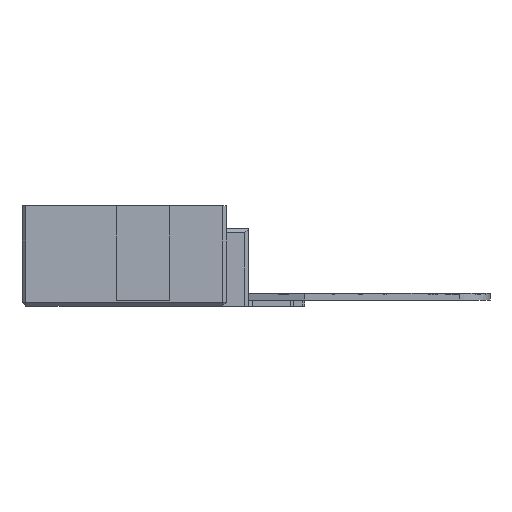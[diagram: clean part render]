
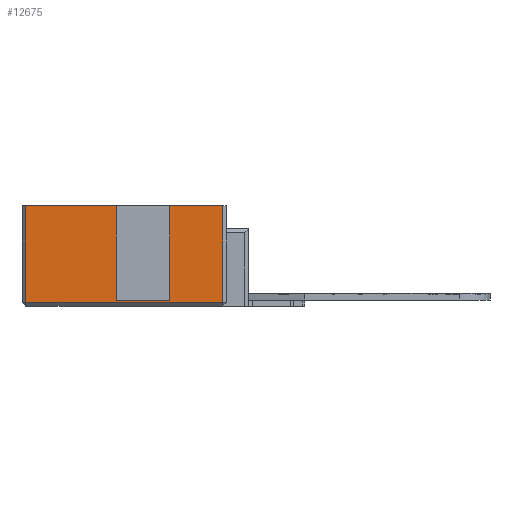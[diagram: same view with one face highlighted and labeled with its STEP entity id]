
A CAD part, left-side view. The second image highlights one B-rep face of the part: STEP entity #12675.
In plain terms, the highlighted planar face has unit normal (-1, 0, 0).
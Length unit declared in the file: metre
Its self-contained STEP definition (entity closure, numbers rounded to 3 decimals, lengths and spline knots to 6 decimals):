
#4414=ORIENTED_EDGE('',*,*,#6336,.F.);
#4415=ORIENTED_EDGE('',*,*,#6316,.T.);
#4416=ORIENTED_EDGE('',*,*,#6337,.T.);
#4417=ORIENTED_EDGE('',*,*,#6338,.T.);
#4418=ORIENTED_EDGE('',*,*,#6339,.T.);
#4419=ORIENTED_EDGE('',*,*,#6340,.T.);
#4420=ORIENTED_EDGE('',*,*,#6341,.T.);
#4421=ORIENTED_EDGE('',*,*,#6342,.T.);
#6316=EDGE_CURVE('',#7579,#7578,#8794,.T.);
#6336=EDGE_CURVE('',#7579,#7597,#8814,.T.);
#6337=EDGE_CURVE('',#7578,#7598,#8815,.T.);
#6338=EDGE_CURVE('',#7598,#7599,#8816,.T.);
#6339=EDGE_CURVE('',#7599,#7600,#8817,.T.);
#6340=EDGE_CURVE('',#7600,#7601,#8818,.T.);
#6341=EDGE_CURVE('',#7601,#7602,#8819,.T.);
#6342=EDGE_CURVE('',#7602,#7597,#8820,.T.);
#7578=VERTEX_POINT('',#21995);
#7579=VERTEX_POINT('',#21997);
#7597=VERTEX_POINT('',#22039);
#7598=VERTEX_POINT('',#22041);
#7599=VERTEX_POINT('',#22043);
#7600=VERTEX_POINT('',#22045);
#7601=VERTEX_POINT('',#22047);
#7602=VERTEX_POINT('',#22049);
#8794=LINE('',#21996,#10039);
#8814=LINE('',#22038,#10059);
#8815=LINE('',#22040,#10060);
#8816=LINE('',#22042,#10061);
#8817=LINE('',#22044,#10062);
#8818=LINE('',#22046,#10063);
#8819=LINE('',#22048,#10064);
#8820=LINE('',#22050,#10065);
#10039=VECTOR('',#15462,1.);
#10059=VECTOR('',#15490,1.);
#10060=VECTOR('',#15491,1.);
#10061=VECTOR('',#15492,1.);
#10062=VECTOR('',#15493,1.);
#10063=VECTOR('',#15494,1.);
#10064=VECTOR('',#15495,1.);
#10065=VECTOR('',#15496,1.);
#10839=EDGE_LOOP('',(#4414,#4415,#4416,#4417,#4418,#4419,#4420,#4421));
#11602=FACE_BOUND('',#10839,.T.);
#12000=PLANE('',#13280);
#12675=ADVANCED_FACE('',(#11602),#12000,.T.);
#13280=AXIS2_PLACEMENT_3D('',#22037,#15488,#15489);
#15462=DIRECTION('',(0.,1.,0.));
#15488=DIRECTION('',(-1.,0.,0.));
#15489=DIRECTION('',(0.,-1.,0.));
#15490=DIRECTION('',(0.,0.,1.));
#15491=DIRECTION('',(0.,0.,1.));
#15492=DIRECTION('',(0.,1.,0.));
#15493=DIRECTION('',(0.,0.,-1.));
#15494=DIRECTION('',(0.,-1.,0.));
#15495=DIRECTION('',(0.,0.,1.));
#15496=DIRECTION('',(0.,1.,0.));
#21995=CARTESIAN_POINT('',(-0.113335,0.0021,0.0015));
#21996=CARTESIAN_POINT('',(-0.113335,-0.004843,0.0015));
#21997=CARTESIAN_POINT('',(-0.113335,-0.011785,0.0015));
#22037=CARTESIAN_POINT('',(-0.113335,0.,0.0015));
#22038=CARTESIAN_POINT('',(-0.113335,-0.011785,0.01375));
#22039=CARTESIAN_POINT('',(-0.113335,-0.011785,0.026));
#22040=CARTESIAN_POINT('',(-0.113335,0.0021,0.01375));
#22041=CARTESIAN_POINT('',(-0.113335,0.0021,0.026));
#22042=CARTESIAN_POINT('',(-0.113335,0.,0.026));
#22043=CARTESIAN_POINT('',(-0.113335,0.0255,0.026));
#22044=CARTESIAN_POINT('',(-0.113335,0.0255,0.));
#22045=CARTESIAN_POINT('',(-0.113335,0.0255,0.001));
#22046=CARTESIAN_POINT('',(-0.113335,-0.0265,0.001));
#22047=CARTESIAN_POINT('',(-0.113335,-0.0255,0.001));
#22048=CARTESIAN_POINT('',(-0.113335,-0.0255,0.0015));
#22049=CARTESIAN_POINT('',(-0.113335,-0.0255,0.026));
#22050=CARTESIAN_POINT('',(-0.113335,0.,0.026));
